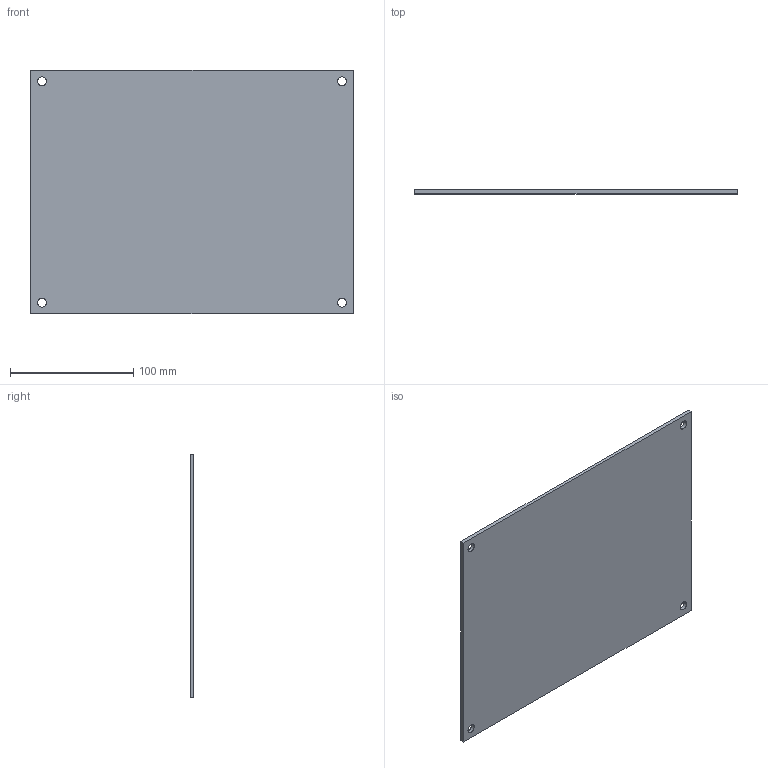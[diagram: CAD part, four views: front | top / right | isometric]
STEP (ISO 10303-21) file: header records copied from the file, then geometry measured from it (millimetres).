
FILE_DESCRIPTION((''),'2;1');
FILE_NAME('001102600_EPC_30-25-14_ASM','2024-01-10T07:16:48',('klemen.sitar'),('Audax d.o.o.'),'CREO PARAMETRIC BY PTC INC, 2021304','CREO PARAMETRIC BY PTC INC, 2021304','');
FILE_SCHEMA(('AP242_MANAGED_MODEL_BASED_3D_ENGINEERING_MIM_LF { 1 0 10303 442 1 1 4 }'));
Length unit declared in the file: millimetre
Products named in the file (2): PRT0003; 001102600_EPC_30-25-14_ASM
Assembly tree (1 placements, depth 2):
  001102600_EPC_30-25-14_ASM
    PRT0003
Bounding box: 262 x 3 x 198 mm (x, y, z)
Volume: 155125.8 mm3; surface area: 106452.4 mm2
Topology: 1 solids, 1 shells, 14 faces, 36 edges, 24 vertices
Faces by surface type: cylinder 8, plane 6
Entity records: 795 total; most frequent: DIRECTION 86, CARTESIAN_POINT 81, ORIENTED_EDGE 72, PRESENTATION_STYLE_ASSIGNMENT 51, STYLED_ITEM 51, CURVE_STYLE 36, EDGE_CURVE 36, AXIS2_PLACEMENT_3D 33
